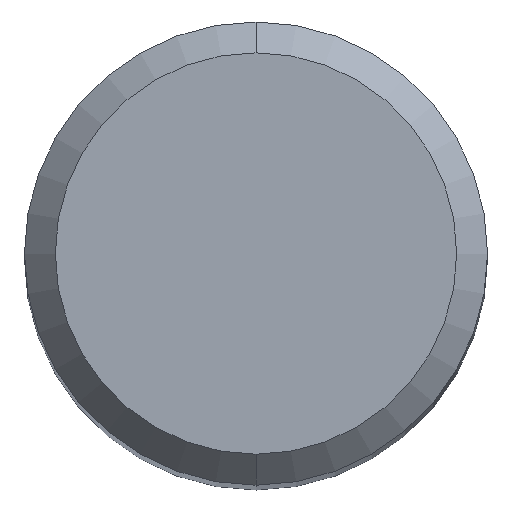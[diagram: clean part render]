
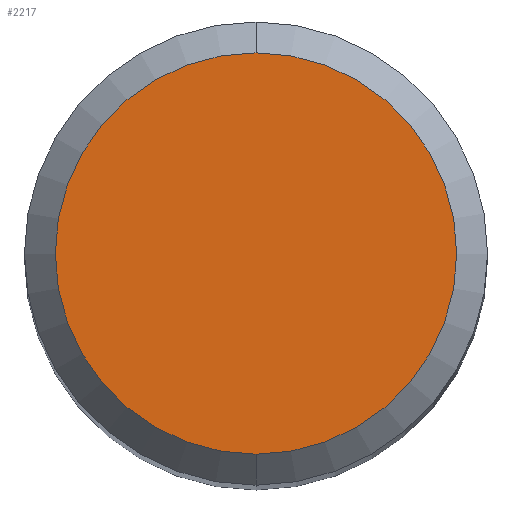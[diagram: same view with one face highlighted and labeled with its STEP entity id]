
A CAD part, top view. The second image highlights one B-rep face of the part: STEP entity #2217.
In plain terms, the highlighted planar face has unit normal (0, 0, 1).
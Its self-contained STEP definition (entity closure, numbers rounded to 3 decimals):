
#1221=VERTEX_POINT('',#3443);
#1241=EDGE_CURVE('',#2491,#1221,#3464,.T.);
#2217=ADVANCED_FACE('',(#4531),#4532,.T.);
#2491=VERTEX_POINT('',#4823);
#2743=EDGE_CURVE('',#1221,#2491,#5096,.T.);
#3443=CARTESIAN_POINT('',(0.0,2.6,0.0));
#3464=CIRCLE('',#6533,2.6);
#4531=FACE_OUTER_BOUND('',#16999,.T.);
#4532=PLANE('',#17000);
#4823=CARTESIAN_POINT('',(0.,-2.6,0.0));
#5096=CIRCLE('',#19916,2.6);
#6533=AXIS2_PLACEMENT_3D('',#26691,#26692,#26693);
#16999=EDGE_LOOP('',(#27843,#27844));
#17000=AXIS2_PLACEMENT_3D('',#27845,#27846,#27847);
#19916=AXIS2_PLACEMENT_3D('',#28379,#28380,#28381);
#26691=CARTESIAN_POINT('',(0.0,0.0,0.0));
#26692=DIRECTION('',(0.0,0.0,-1.0));
#26693=DIRECTION('',(0.0,1.0,0.0));
#27843=ORIENTED_EDGE('',*,*,#2743,.F.);
#27844=ORIENTED_EDGE('',*,*,#1241,.F.);
#27845=CARTESIAN_POINT('',(0.0,1.3,0.0));
#27846=DIRECTION('',(-0.0,0.0,1.0));
#27847=DIRECTION('',(0.0,-1.0,0.0));
#28379=CARTESIAN_POINT('',(0.0,0.0,0.0));
#28380=DIRECTION('',(0.0,0.0,-1.0));
#28381=DIRECTION('',(0.0,1.0,0.0));
